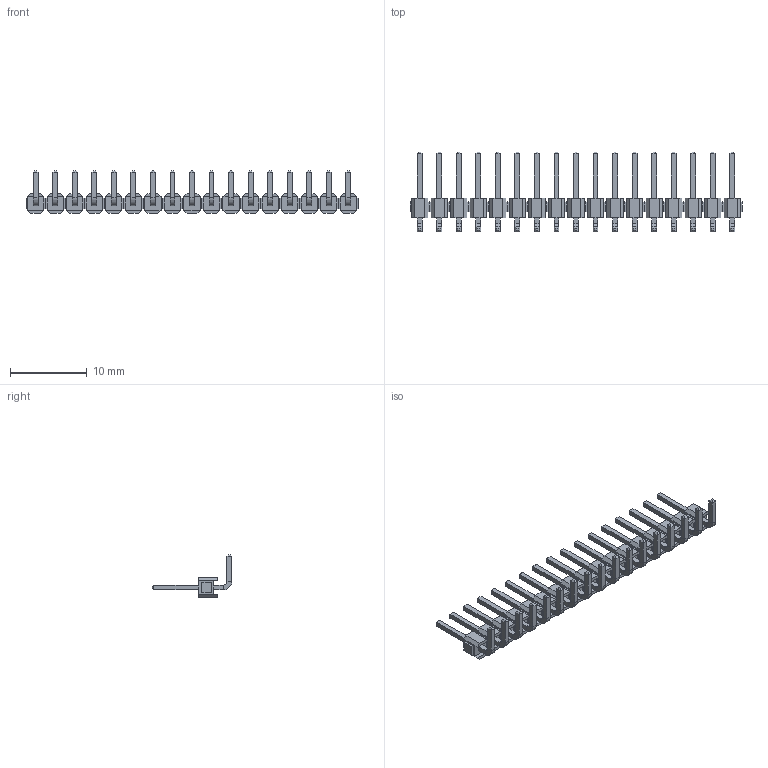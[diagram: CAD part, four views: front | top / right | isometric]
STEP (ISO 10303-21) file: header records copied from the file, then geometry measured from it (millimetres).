
FILE_DESCRIPTION (( 'STEP AP214' ), '1' );
FILE_NAME ('PLSR-17D.STEP', '2019-07-02T21:20:41', ( '' ), ( '' ), 'SwSTEP 2.0', 'SolidWorks 2018', '' );
FILE_SCHEMA (( 'AUTOMOTIVE_DESIGN' ));
Length unit declared in the file: millimetre
Products named in the file (1): PLSR-17D
Bounding box: 43.18 x 10.36 x 5.54 mm (x, y, z)
Volume: 277.9 mm3; surface area: 1085.2 mm2
Topology: 17 solids, 17 shells, 850 faces, 1904 edges, 1156 vertices
Faces by surface type: plane 816, cylinder 34
Entity records: 32244 total; most frequent: CARTESIAN_POINT 3911, ORIENTED_EDGE 3808, DIRECTION 3674, EDGE_CURVE 1904, LINE 1836, VECTOR 1836, VERTEX_POINT 1156, AXIS2_PLACEMENT_3D 919
